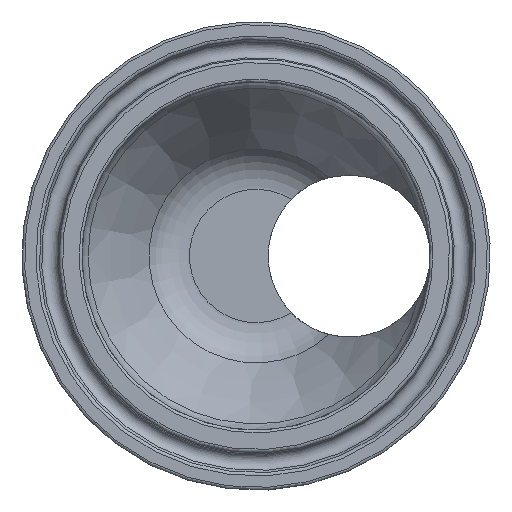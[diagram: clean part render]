
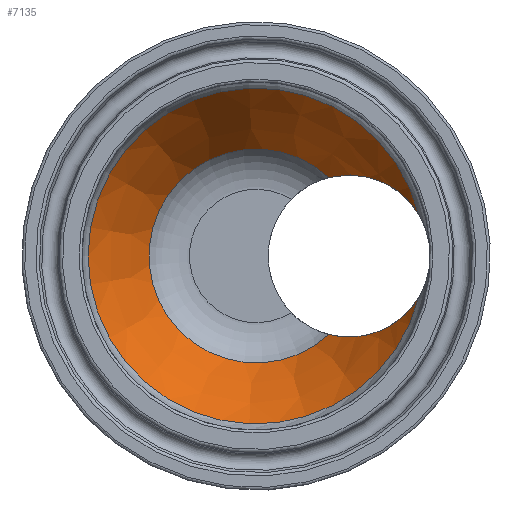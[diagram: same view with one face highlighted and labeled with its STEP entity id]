
A CAD part, left-side view. The second image highlights one B-rep face of the part: STEP entity #7135.
In plain terms, the highlighted conical face has half-angle 30 degrees and reference radius 18.25 mm.
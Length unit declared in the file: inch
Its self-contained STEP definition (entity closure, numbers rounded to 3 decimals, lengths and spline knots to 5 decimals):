
#17=CONICAL_SURFACE('',#7546,0.71849,30.);
#863=FACE_OUTER_BOUND('',#1316,.T.);
#1316=EDGE_LOOP('',(#6652,#6653,#6654,#6655));
#1710=B_SPLINE_CURVE_WITH_KNOTS('',3,(#16061,#16062,#16063,#16064,#16065,
#16066,#16067,#16068,#16069,#16070,#16071,#16072,#16073,#16074,#16075,#16076,
#16077,#16078,#16079),.UNSPECIFIED.,.F.,.F.,(4,3,3,3,3,3,4),(1.12594,
2.10666,2.31774,2.70256,2.9322,3.07093,
3.08738),.UNSPECIFIED.);
#1713=B_SPLINE_CURVE_WITH_KNOTS('',3,(#16102,#16103,#16104,#16105,#16106,
#16107,#16108,#16109,#16110,#16111,#16112,#16113,#16114,#16115,#16116,#16117),
 .UNSPECIFIED.,.F.,.F.,(4,3,3,3,3,4),(4.26669,4.40662,
4.83612,5.1252,5.32785,6.22812),
 .UNSPECIFIED.);
#1874=CIRCLE('',#7537,0.90151);
#1876=CIRCLE('',#7544,0.57416);
#3492=VERTEX_POINT('',#16042);
#3493=VERTEX_POINT('',#16051);
#3494=VERTEX_POINT('',#16060);
#3497=VERTEX_POINT('',#16091);
#4541=EDGE_CURVE('',#3494,#3493,#1710,.T.);
#4545=EDGE_CURVE('',#3492,#3497,#1713,.T.);
#4550=EDGE_CURVE('',#3492,#3493,#1874,.T.);
#4552=EDGE_CURVE('',#3494,#3497,#1876,.T.);
#6652=ORIENTED_EDGE('',*,*,#4541,.T.);
#6653=ORIENTED_EDGE('',*,*,#4550,.F.);
#6654=ORIENTED_EDGE('',*,*,#4545,.T.);
#6655=ORIENTED_EDGE('',*,*,#4552,.F.);
#7135=ADVANCED_FACE('',(#863),#17,.F.);
#7537=AXIS2_PLACEMENT_3D('',#16127,#8800,#8801);
#7544=AXIS2_PLACEMENT_3D('',#16135,#8814,#8815);
#7546=AXIS2_PLACEMENT_3D('',#16137,#8818,#8819);
#8800=DIRECTION('center_axis',(1.,0.,0.));
#8801=DIRECTION('ref_axis',(0.,1.,0.));
#8814=DIRECTION('center_axis',(-1.,0.,0.));
#8815=DIRECTION('ref_axis',(0.,1.,0.));
#8818=DIRECTION('center_axis',(-1.,0.,0.));
#8819=DIRECTION('ref_axis',(0.,-1.,0.));
#16042=CARTESIAN_POINT('',(0.55801,-0.87349,-0.223));
#16051=CARTESIAN_POINT('',(0.55801,-0.87349,0.223));
#16060=CARTESIAN_POINT('',(1.125,-0.39043,0.42097));
#16061=CARTESIAN_POINT('Ctrl Pts',(1.125,-0.39043,0.42097));
#16062=CARTESIAN_POINT('Ctrl Pts',(1.01203,-0.46533,
0.44047));
#16063=CARTESIAN_POINT('Ctrl Pts',(0.9041,-0.55011,
0.4409));
#16064=CARTESIAN_POINT('Ctrl Pts',(0.80866,-0.63351,
0.414));
#16065=CARTESIAN_POINT('Ctrl Pts',(0.78812,-0.65146,
0.40822));
#16066=CARTESIAN_POINT('Ctrl Pts',(0.76828,-0.66921,
0.40127));
#16067=CARTESIAN_POINT('Ctrl Pts',(0.74806,-0.6877,
0.39242));
#16068=CARTESIAN_POINT('Ctrl Pts',(0.71119,-0.7214,
0.3763));
#16069=CARTESIAN_POINT('Ctrl Pts',(0.6744,-0.75649,
0.35398));
#16070=CARTESIAN_POINT('Ctrl Pts',(0.64166,-0.78875,
0.32534));
#16071=CARTESIAN_POINT('Ctrl Pts',(0.62212,-0.808,
0.30826));
#16072=CARTESIAN_POINT('Ctrl Pts',(0.60398,-0.82625,
0.28896));
#16073=CARTESIAN_POINT('Ctrl Pts',(0.58786,-0.84272,
0.2679));
#16074=CARTESIAN_POINT('Ctrl Pts',(0.57812,-0.85266,
0.25518));
#16075=CARTESIAN_POINT('Ctrl Pts',(0.56914,-0.86193,
0.24186));
#16076=CARTESIAN_POINT('Ctrl Pts',(0.56092,-0.87046,
0.22799));
#16077=CARTESIAN_POINT('Ctrl Pts',(0.55995,-0.87148,
0.22635));
#16078=CARTESIAN_POINT('Ctrl Pts',(0.55898,-0.87249,
0.22469));
#16079=CARTESIAN_POINT('Ctrl Pts',(0.55801,-0.87349,
0.223));
#16091=CARTESIAN_POINT('',(1.125,-0.39043,-0.42097));
#16102=CARTESIAN_POINT('Ctrl Pts',(0.55801,-0.87349,
-0.223));
#16103=CARTESIAN_POINT('Ctrl Pts',(0.56621,-0.86495,
-0.2373));
#16104=CARTESIAN_POINT('Ctrl Pts',(0.57501,-0.85586,
-0.25071));
#16105=CARTESIAN_POINT('Ctrl Pts',(0.58467,-0.84597,
-0.26368));
#16106=CARTESIAN_POINT('Ctrl Pts',(0.61433,-0.81563,
-0.30349));
#16107=CARTESIAN_POINT('Ctrl Pts',(0.65125,-0.7788,
-0.33701));
#16108=CARTESIAN_POINT('Ctrl Pts',(0.69111,-0.74084,
-0.36224));
#16109=CARTESIAN_POINT('Ctrl Pts',(0.71794,-0.7153,
-0.37923));
#16110=CARTESIAN_POINT('Ctrl Pts',(0.74605,-0.68928,
-0.39256));
#16111=CARTESIAN_POINT('Ctrl Pts',(0.77354,-0.66462,
-0.40265));
#16112=CARTESIAN_POINT('Ctrl Pts',(0.79281,-0.64733,
-0.40972));
#16113=CARTESIAN_POINT('Ctrl Pts',(0.81226,-0.63023,
-0.41543));
#16114=CARTESIAN_POINT('Ctrl Pts',(0.83239,-0.61296,
-0.42008));
#16115=CARTESIAN_POINT('Ctrl Pts',(0.92181,-0.53623,
-0.44071));
#16116=CARTESIAN_POINT('Ctrl Pts',(1.0213,-0.45918,
-0.43887));
#16117=CARTESIAN_POINT('Ctrl Pts',(1.125,-0.39043,-0.42097));
#16127=CARTESIAN_POINT('Origin',(0.55801,0.,
0.));
#16135=CARTESIAN_POINT('Origin',(1.125,0.,0.));
#16137=CARTESIAN_POINT('Origin',(0.875,0.,0.));
